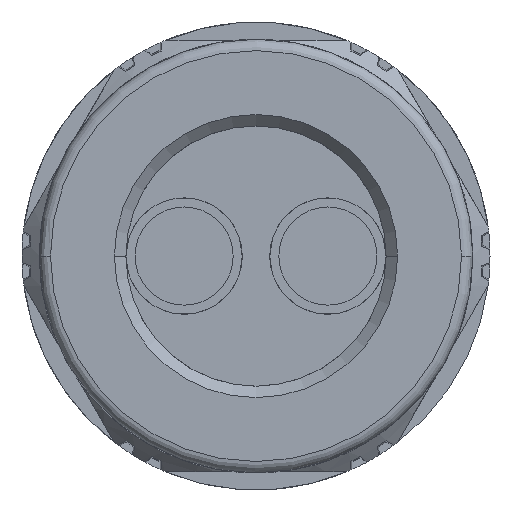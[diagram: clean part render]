
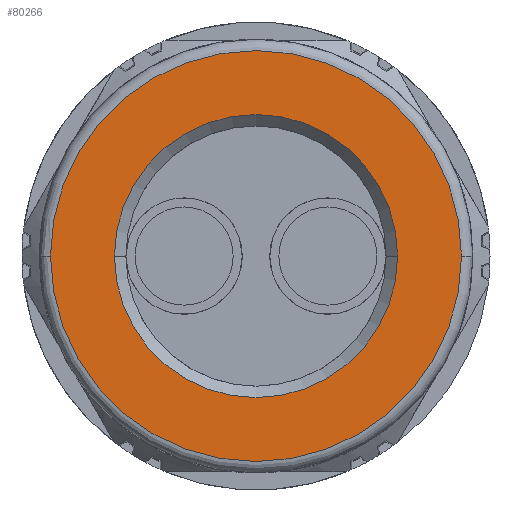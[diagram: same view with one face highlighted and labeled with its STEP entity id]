
A CAD part, front view. The second image highlights one B-rep face of the part: STEP entity #80266.
In plain terms, the highlighted planar face has unit normal (0, -1, 0).
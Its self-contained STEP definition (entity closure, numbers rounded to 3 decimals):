
#14230=CARTESIAN_POINT('',(9.,-48.35,-0.046));
#14231=CARTESIAN_POINT('',(9.,-48.35,-0.041));
#14232=CARTESIAN_POINT('',(9.,-48.35,-0.031));
#14233=CARTESIAN_POINT('',(9.,-48.35,-0.015));
#14234=CARTESIAN_POINT('',(9.,-48.35,-0.005));
#14235=CARTESIAN_POINT('',(9.,-48.35,0.));
#14252=CARTESIAN_POINT('',(0.,-48.35,0.));
#14253=DIRECTION('',(0.,1.,0.));
#14254=DIRECTION('',(-1.,0.,0.005));
#14255=AXIS2_PLACEMENT_3D('',#14252,#14253,#14254);
#14257=CARTESIAN_POINT('',(0.,-48.35,0.));
#14258=DIRECTION('',(0.,1.,0.));
#14259=DIRECTION('',(1.,0.,-0.005));
#14260=AXIS2_PLACEMENT_3D('',#14257,#14258,#14259);
#14262=CARTESIAN_POINT('',(0.,-48.35,0.));
#14263=DIRECTION('',(0.,-1.,0.));
#14264=DIRECTION('',(1.,0.,0.));
#14265=AXIS2_PLACEMENT_3D('',#14262,#14263,#14264);
#14267=CARTESIAN_POINT('',(0.,-48.35,0.));
#14268=DIRECTION('',(0.,-1.,0.));
#14269=DIRECTION('',(0.,0.,1.));
#14270=AXIS2_PLACEMENT_3D('',#14267,#14268,#14269);
#14272=CARTESIAN_POINT('',(0.,-48.35,0.));
#14273=DIRECTION('',(0.,-1.,0.));
#14274=DIRECTION('',(-1.,0.,0.));
#14275=AXIS2_PLACEMENT_3D('',#14272,#14273,#14274);
#14277=CARTESIAN_POINT('',(0.,-48.35,0.));
#14278=DIRECTION('',(0.,-1.,0.));
#14279=DIRECTION('',(0.,0.,-1.));
#14280=AXIS2_PLACEMENT_3D('',#14277,#14278,#14279);
#14282=CARTESIAN_POINT('',(-9.,-48.35,0.046));
#14283=CARTESIAN_POINT('',(-9.,-48.35,0.041));
#14284=CARTESIAN_POINT('',(-9.,-48.35,0.031));
#14285=CARTESIAN_POINT('',(-9.,-48.35,0.015));
#14286=CARTESIAN_POINT('',(-9.,-48.35,0.005));
#14287=CARTESIAN_POINT('',(-9.,-48.35,0.));
#52169=CARTESIAN_POINT('',(9.,-48.35,-0.046));
#52170=CARTESIAN_POINT('',(-9.,-48.35,-0.001));
#52171=VERTEX_POINT('',#52169);
#52172=VERTEX_POINT('',#52170);
#52173=VERTEX_POINT('',#14235);
#52174=VERTEX_POINT('',#14282);
#52175=CARTESIAN_POINT('',(6.2,-48.35,0.));
#52176=CARTESIAN_POINT('',(0.,-48.35,6.2));
#52177=VERTEX_POINT('',#52175);
#52178=VERTEX_POINT('',#52176);
#52179=CARTESIAN_POINT('',(-6.2,-48.35,0.));
#52180=VERTEX_POINT('',#52179);
#52181=CARTESIAN_POINT('',(0.,-48.35,-6.2));
#52182=VERTEX_POINT('',#52181);
#80243=CARTESIAN_POINT('',(0.,-48.35,0.));
#80244=DIRECTION('',(0.,-1.,0.));
#80245=DIRECTION('',(-1.,0.,0.));
#80246=AXIS2_PLACEMENT_3D('',#80243,#80244,#80245);
#80247=PLANE('',#80246);
#80249=ORIENTED_EDGE('',*,*,#80248,.F.);
#80251=ORIENTED_EDGE('',*,*,#80250,.T.);
#80252=ORIENTED_EDGE('',*,*,#80232,.F.);
#80253=ORIENTED_EDGE('',*,*,#80230,.T.);
#80254=EDGE_LOOP('',(#80249,#80251,#80252,#80253));
#80255=FACE_OUTER_BOUND('',#80254,.F.);
#80257=ORIENTED_EDGE('',*,*,#80256,.T.);
#80259=ORIENTED_EDGE('',*,*,#80258,.T.);
#80261=ORIENTED_EDGE('',*,*,#80260,.T.);
#80263=ORIENTED_EDGE('',*,*,#80262,.T.);
#80264=EDGE_LOOP('',(#80257,#80259,#80261,#80263));
#80265=FACE_BOUND('',#80264,.F.);
#80266=ADVANCED_FACE('',(#80255,#80265),#80247,.T.);
#14236=B_SPLINE_CURVE_WITH_KNOTS('',3,(#14230,#14231,#14232,#14233,#14234,
#14235),.UNSPECIFIED.,.F.,.F.,(4,1,1,4),(0.,0.333,
0.667,1.),.UNSPECIFIED.);
#14256=CIRCLE('',#14255,9.);
#14261=CIRCLE('',#14260,9.);
#14266=CIRCLE('',#14265,6.2);
#14271=CIRCLE('',#14270,6.2);
#14276=CIRCLE('',#14275,6.2);
#14281=CIRCLE('',#14280,6.2);
#14288=B_SPLINE_CURVE_WITH_KNOTS('',3,(#14282,#14283,#14284,#14285,#14286,
#14287),.UNSPECIFIED.,.F.,.F.,(4,1,1,4),(0.,0.333,
0.667,1.),.UNSPECIFIED.);
#80230=EDGE_CURVE('',#52171,#52172,#14261,.T.);
#80232=EDGE_CURVE('',#52171,#52173,#14236,.T.);
#80248=EDGE_CURVE('',#52174,#52172,#14288,.T.);
#80250=EDGE_CURVE('',#52174,#52173,#14256,.T.);
#80256=EDGE_CURVE('',#52177,#52178,#14266,.T.);
#80258=EDGE_CURVE('',#52178,#52180,#14271,.T.);
#80260=EDGE_CURVE('',#52180,#52182,#14276,.T.);
#80262=EDGE_CURVE('',#52182,#52177,#14281,.T.);
